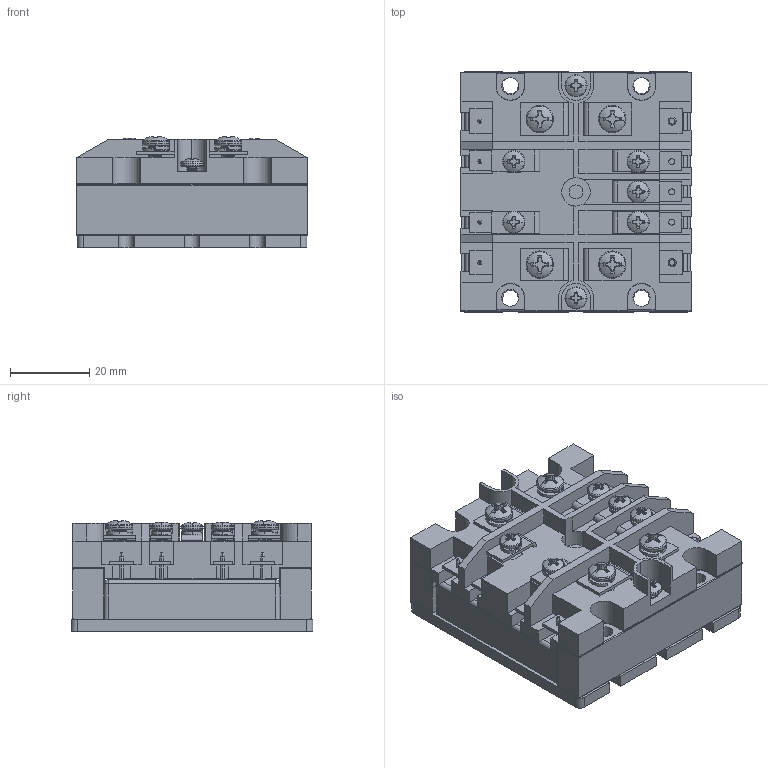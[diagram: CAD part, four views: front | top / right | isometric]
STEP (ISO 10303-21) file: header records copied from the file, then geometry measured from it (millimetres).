
FILE_DESCRIPTION (( 'STEP AP214' ), '1' );
FILE_NAME ('18959r5-VI-Jxx-xx-B1.STEP', '2011-08-08T20:37:43', ( 'Vicor Employee' ), ( 'Vicor Corporation' ), 'SwSTEP 2.0', 'SolidWorks 2011', '' );
FILE_SCHEMA (( 'AUTOMOTIVE_DESIGN' ));
Length unit declared in the file: inch
Products named in the file (1): 18959r5-VI-Jxx-xx-B1
Bounding box: 58.14 x 60.96 x 28.06 mm (x, y, z)
Volume: 72555.4 mm3; surface area: 34791.6 mm2
Topology: 1 solids, 47 shells, 1787 faces, 4764 edges, 3141 vertices
Faces by surface type: plane 837, cylinder 553, cone 254, bspline 73, torus 44, sphere 26
Entity records: 122266 total; most frequent: CARTESIAN_POINT 78676, ORIENTED_EDGE 9528, DIRECTION 8210, EDGE_CURVE 4764, VERTEX_POINT 3141, AXIS2_PLACEMENT_3D 2931, LINE 2348, VECTOR 2348
